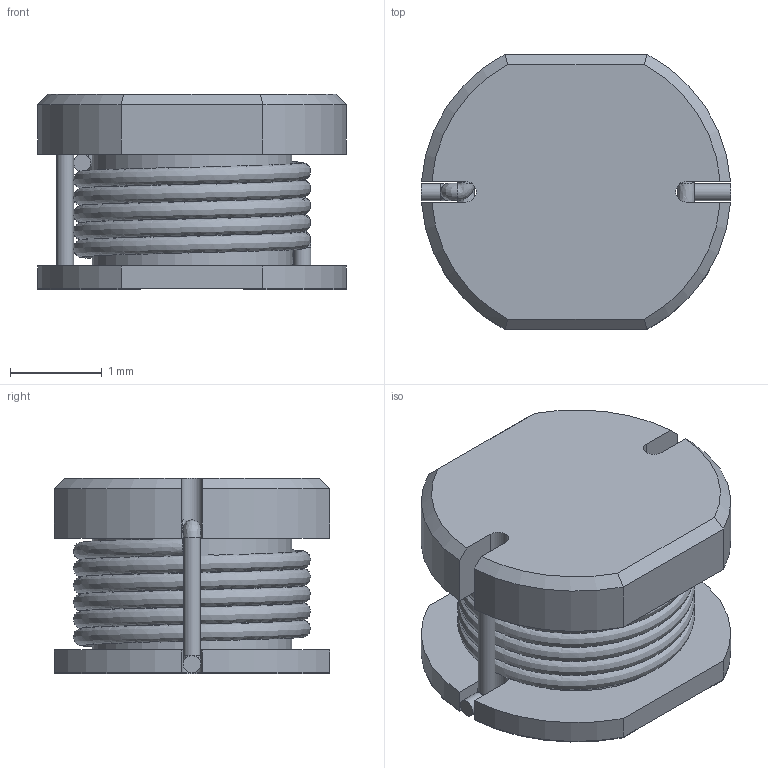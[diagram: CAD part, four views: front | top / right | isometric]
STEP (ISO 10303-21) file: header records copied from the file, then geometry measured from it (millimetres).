
FILE_DESCRIPTION(/* description */ (''),/* implementation_level */ '2;1');
FILE_NAME(/* name */ 'IND_CD32.step',/* time_stamp */ '2019-10-23T17:42:42-05:00',/* author */ (''),/* organization */ (''),/* preprocessor_version */ 'ST-DEVELOPER v18',/* originating_system */ 'Autodesk Translation Framework v8.6.0.1094',/* authorisation */ '');
FILE_SCHEMA (('AUTOMOTIVE_DESIGN { 1 0 10303 214 3 1 1 }'));
Length unit declared in the file: millimetre
Products named in the file (16): IND_CD32; IND_CD43; Pinouts_Solid; Wire10; Wire9; Wire8; Wire7; Wire6; Wire5; Wire4; Wire3; Wire2; Wire1; Cylinder; Top_Chamfer_Solid; Foundation_Solid
Assembly tree (15 placements, depth 3):
  IND_CD32
    IND_CD43
      Pinouts_Solid
      Wire10
      Wire9
      Wire8
      Wire7
      Wire6
      Wire5
      Wire4
      Wire3
      Wire2
      Wire1
      Cylinder
      Top_Chamfer_Solid
      Foundation_Solid
Bounding box: 3.38 x 3 x 2.13 mm (x, y, z)
Volume: 13.2 mm3; surface area: 96.2 mm2
Topology: 15 solids, 15 shells, 93 faces, 193 edges, 124 vertices
Faces by surface type: plane 54, cylinder 23, bspline 12, cone 4
Full cylindrical faces by diameter (mm): 0.188 x4, 2.175 x1
Entity records: 3785 total; most frequent: CARTESIAN_POINT 1328, DIRECTION 475, ORIENTED_EDGE 374, AXIS2_PLACEMENT_3D 192, EDGE_CURVE 187, VERTEX_POINT 124, EDGE_LOOP 94, FACE_OUTER_BOUND 93
